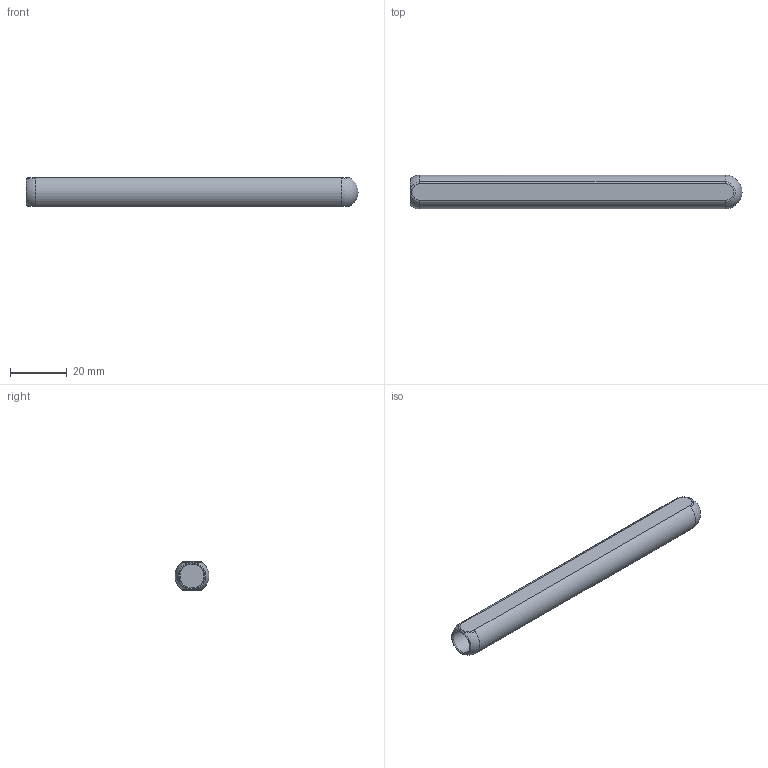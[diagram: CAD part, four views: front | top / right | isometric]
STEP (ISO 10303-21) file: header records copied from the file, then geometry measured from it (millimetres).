
FILE_DESCRIPTION( ( '' ), ' ' );
FILE_NAME( '5c01aa7f98fe0e1851220d55.step', '2018-11-30T21:24:16', ( '' ), ( '' ), ' ', ' ', ' ' );
FILE_SCHEMA( ( 'AUTOMOTIVE_DESIGN { 1 0 10303 214 1 1 1 1 }' ) );
Length unit declared in the file: metre
Products named in the file (1): Part 1
Bounding box: 117.4 x 11.98 x 10 mm (x, y, z)
Volume: 7749.3 mm3; surface area: 6421.3 mm2
Topology: 1 solids, 1 shells, 24 faces, 57 edges, 35 vertices
Faces by surface type: torus 8, cylinder 7, plane 4, sphere 3, bspline 2
Full cylindrical faces by diameter (mm): 8.35 x1
Entity records: 1010 total; most frequent: CARTESIAN_POINT 268, DIRECTION 126, ORIENTED_EDGE 100, AXIS2_PLACEMENT_3D 59, EDGE_CURVE 50, CIRCLE 36, VERTEX_POINT 33, EDGE_LOOP 28
